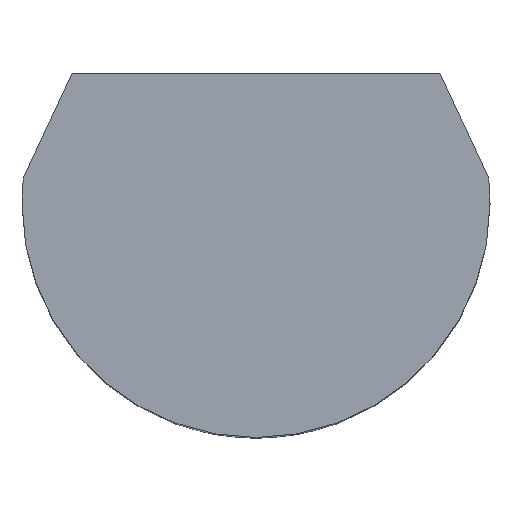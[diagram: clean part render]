
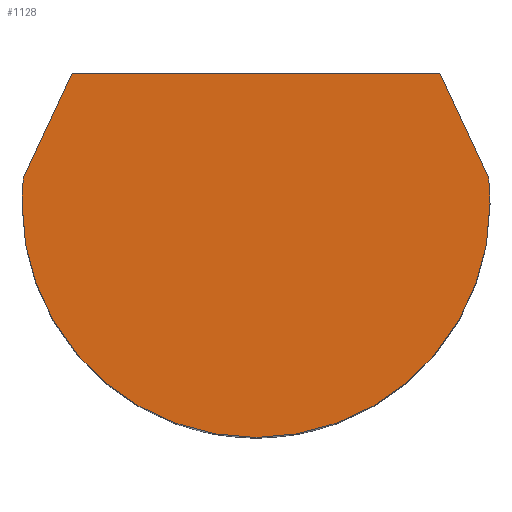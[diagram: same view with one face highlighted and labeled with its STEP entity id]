
A CAD part, top view. The second image highlights one B-rep face of the part: STEP entity #1128.
In plain terms, the highlighted planar face has unit normal (0, 0, 1).
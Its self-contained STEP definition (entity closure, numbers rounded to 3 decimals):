
#42 = AXIS2_PLACEMENT_3D ( 'NONE', #471, #472, #473 ) ;
#72 = VECTOR ( 'NONE', #197, 1000. ) ;
#82 = AXIS2_PLACEMENT_3D ( 'NONE', #544, #545, #546 ) ;
#92 = AXIS2_PLACEMENT_3D ( 'NONE', #199, #207, #203 ) ;
#139 = AXIS2_PLACEMENT_3D ( 'NONE', #568, #569, #570 ) ;
#155 = CIRCLE ( 'NONE', #82, 2.29 ) ;
#160 = CIRCLE ( 'NONE', #42, 2.29 ) ;
#164 = VECTOR ( 'NONE', #210, 1000. ) ;
#169 = CIRCLE ( 'NONE', #92, 2.29 ) ;
#171 = VECTOR ( 'NONE', #201, 1000. ) ;
#197 = DIRECTION ( 'NONE',  ( -0.423, -0.906, 0. ) ) ;
#198 = CARTESIAN_POINT ( 'NONE',  ( 0., 1.27, 4.58 ) ) ;
#199 = CARTESIAN_POINT ( 'NONE',  ( 0., 0., 4.58 ) ) ;
#201 = DIRECTION ( 'NONE',  ( 0.423, -0.906, 0. ) ) ;
#203 = DIRECTION ( 'NONE',  ( 1., 0., 0. ) ) ;
#205 = CARTESIAN_POINT ( 'NONE',  ( -3.944, -3.322, 4.58 ) ) ;
#206 = CARTESIAN_POINT ( 'NONE',  ( 3.944, -3.322, 4.58 ) ) ;
#207 = DIRECTION ( 'NONE',  ( 0., 0., 1. ) ) ;
#210 = DIRECTION ( 'NONE',  ( 1., 0., 0. ) ) ;
#242 = CARTESIAN_POINT ( 'NONE',  ( 1.8, 1.27, 4.58 ) ) ;
#243 = CARTESIAN_POINT ( 'NONE',  ( -2.276, 0.25, 4.58 ) ) ;
#244 = CARTESIAN_POINT ( 'NONE',  ( -1.8, 1.27, 4.58 ) ) ;
#250 = CARTESIAN_POINT ( 'NONE',  ( -2.29, 0., 4.58 ) ) ;
#254 = CARTESIAN_POINT ( 'NONE',  ( 2.29, 0., 4.58 ) ) ;
#265 = CARTESIAN_POINT ( 'NONE',  ( 2.276, 0.25, 4.58 ) ) ;
#471 = CARTESIAN_POINT ( 'NONE',  ( 0., 0., 4.58 ) ) ;
#472 = DIRECTION ( 'NONE',  ( 0., 0., 1. ) ) ;
#473 = DIRECTION ( 'NONE',  ( 1., 0., 0. ) ) ;
#544 = CARTESIAN_POINT ( 'NONE',  ( 0., 0., 4.58 ) ) ;
#545 = DIRECTION ( 'NONE',  ( 0., 0., 1. ) ) ;
#546 = DIRECTION ( 'NONE',  ( 1., 0., 0. ) ) ;
#567 = PLANE ( 'NONE',  #139 ) ;
#568 = CARTESIAN_POINT ( 'NONE',  ( 0., -5.163, 4.58 ) ) ;
#569 = DIRECTION ( 'NONE',  ( 0., 0., 1. ) ) ;
#570 = DIRECTION ( 'NONE',  ( 1., 0., 0. ) ) ;
#706 = VERTEX_POINT ( 'NONE', #265 ) ;
#727 = VERTEX_POINT ( 'NONE', #254 ) ;
#733 = VERTEX_POINT ( 'NONE', #250 ) ;
#740 = VERTEX_POINT ( 'NONE', #244 ) ;
#741 = VERTEX_POINT ( 'NONE', #243 ) ;
#742 = VERTEX_POINT ( 'NONE', #242 ) ;
#789 = EDGE_LOOP ( 'NONE', ( #830, #835, #838, #833, #847, #855 ) ) ;
#830 = ORIENTED_EDGE ( 'NONE', *, *, #1064, .T. ) ;
#833 = ORIENTED_EDGE ( 'NONE', *, *, #1125, .T. ) ;
#835 = ORIENTED_EDGE ( 'NONE', *, *, #1054, .T. ) ;
#838 = ORIENTED_EDGE ( 'NONE', *, *, #1108, .T. ) ;
#847 = ORIENTED_EDGE ( 'NONE', *, *, #1056, .F. ) ;
#855 = ORIENTED_EDGE ( 'NONE', *, *, #1052, .F. ) ;
#880 = LINE ( 'NONE', #198, #164 ) ;
#883 = LINE ( 'NONE', #206, #171 ) ;
#889 = LINE ( 'NONE', #205, #72 ) ;
#996 = FACE_OUTER_BOUND ( 'NONE', #789, .T. ) ;
#1052 = EDGE_CURVE ( 'NONE', #740, #742, #880, .T. ) ;
#1054 = EDGE_CURVE ( 'NONE', #741, #733, #169, .T. ) ;
#1056 = EDGE_CURVE ( 'NONE', #742, #706, #883, .T. ) ;
#1064 = EDGE_CURVE ( 'NONE', #740, #741, #889, .T. ) ;
#1108 = EDGE_CURVE ( 'NONE', #733, #727, #160, .T. ) ;
#1125 = EDGE_CURVE ( 'NONE', #727, #706, #155, .T. ) ;
#1128 = ADVANCED_FACE ( 'NONE', ( #996 ), #567, .T. ) ;
